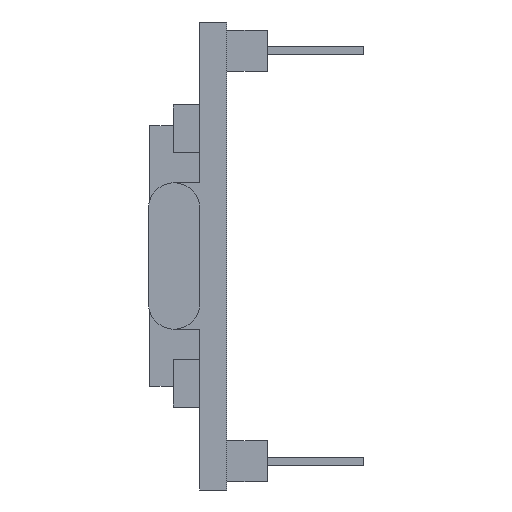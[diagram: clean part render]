
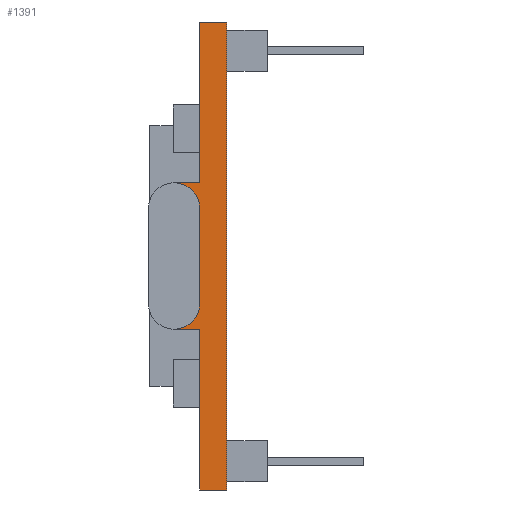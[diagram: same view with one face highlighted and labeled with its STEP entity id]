
A CAD part, left-side view. The second image highlights one B-rep face of the part: STEP entity #1391.
In plain terms, the highlighted planar face has unit normal (-1, 0, 0).
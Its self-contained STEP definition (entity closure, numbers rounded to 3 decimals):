
#115 = CARTESIAN_POINT ( 'NONE',  ( -25.885, 0., -4.49 ) ) ;
#150 = VECTOR ( 'NONE', #5035, 1000. ) ;
#211 = VECTOR ( 'NONE', #2927, 1000. ) ;
#252 = CARTESIAN_POINT ( 'NONE',  ( -25.885, 1.66, 4.49 ) ) ;
#301 = VECTOR ( 'NONE', #1068, 1000. ) ;
#322 = ORIENTED_EDGE ( 'NONE', *, *, #4376, .F. ) ;
#414 = CIRCLE ( 'NONE', #3484, 1.57 ) ;
#498 = ORIENTED_EDGE ( 'NONE', *, *, #734, .T. ) ;
#634 = LINE ( 'NONE', #3288, #301 ) ;
#651 = FACE_OUTER_BOUND ( 'NONE', #4940, .T. ) ;
#694 = VERTEX_POINT ( 'NONE', #2324 ) ;
#715 = CARTESIAN_POINT ( 'NONE',  ( -25.885, 3.23, -4.49 ) ) ;
#717 = CARTESIAN_POINT ( 'NONE',  ( -25.885, 1.66, -14.345 ) ) ;
#734 = EDGE_CURVE ( 'NONE', #5503, #1023, #414, .T. ) ;
#775 = EDGE_CURVE ( 'NONE', #5052, #2225, #3666, .T. ) ;
#859 = DIRECTION ( 'NONE',  ( 0., 0., 1. ) ) ;
#914 = ORIENTED_EDGE ( 'NONE', *, *, #5626, .T. ) ;
#947 = DIRECTION ( 'NONE',  ( 0., 0., 1. ) ) ;
#1023 = VERTEX_POINT ( 'NONE', #715 ) ;
#1068 = DIRECTION ( 'NONE',  ( 0., -1., 0. ) ) ;
#1199 = ORIENTED_EDGE ( 'NONE', *, *, #1873, .F. ) ;
#1252 = VECTOR ( 'NONE', #5457, 1000. ) ;
#1296 = CARTESIAN_POINT ( 'NONE',  ( -25.885, 1.66, 2.92 ) ) ;
#1297 = LINE ( 'NONE', #3076, #4435 ) ;
#1300 = CARTESIAN_POINT ( 'NONE',  ( -25.885, 0., 14.345 ) ) ;
#1391 = ADVANCED_FACE ( 'NONE', ( #651 ), #2453, .F. ) ;
#1520 = CARTESIAN_POINT ( 'NONE',  ( -25.885, 1.66, 14.345 ) ) ;
#1621 = CARTESIAN_POINT ( 'NONE',  ( -25.885, 1.66, -2.92 ) ) ;
#1660 = DIRECTION ( 'NONE',  ( 0., 0., 1. ) ) ;
#1773 = EDGE_CURVE ( 'NONE', #2342, #5548, #3246, .T. ) ;
#1873 = EDGE_CURVE ( 'NONE', #5503, #2464, #5769, .T. ) ;
#2194 = VECTOR ( 'NONE', #3449, 1000. ) ;
#2225 = VERTEX_POINT ( 'NONE', #252 ) ;
#2309 = ORIENTED_EDGE ( 'NONE', *, *, #775, .F. ) ;
#2324 = CARTESIAN_POINT ( 'NONE',  ( -25.885, 1.66, 14.345 ) ) ;
#2342 = VERTEX_POINT ( 'NONE', #717 ) ;
#2379 = VECTOR ( 'NONE', #1660, 1000. ) ;
#2453 = PLANE ( 'NONE',  #4350 ) ;
#2464 = VERTEX_POINT ( 'NONE', #1296 ) ;
#2478 = CARTESIAN_POINT ( 'NONE',  ( -25.885, 1.66, 14.345 ) ) ;
#2507 = EDGE_CURVE ( 'NONE', #5052, #2464, #5420, .T. ) ;
#2575 = LINE ( 'NONE', #2979, #2194 ) ;
#2649 = VERTEX_POINT ( 'NONE', #3772 ) ;
#2725 = ORIENTED_EDGE ( 'NONE', *, *, #3390, .T. ) ;
#2756 = DIRECTION ( 'NONE',  ( 0., 0., -1. ) ) ;
#2800 = DIRECTION ( 'NONE',  ( 0., 0., -1. ) ) ;
#2927 = DIRECTION ( 'NONE',  ( 0., 1., 0. ) ) ;
#2976 = AXIS2_PLACEMENT_3D ( 'NONE', #4895, #3629, #3138 ) ;
#2979 = CARTESIAN_POINT ( 'NONE',  ( -25.885, 1.66, 14.345 ) ) ;
#3008 = VECTOR ( 'NONE', #947, 1000. ) ;
#3076 = CARTESIAN_POINT ( 'NONE',  ( -25.885, 1.66, 14.345 ) ) ;
#3138 = DIRECTION ( 'NONE',  ( 0., 0., -1. ) ) ;
#3203 = DIRECTION ( 'NONE',  ( 1., 0., 0. ) ) ;
#3246 = LINE ( 'NONE', #1520, #150 ) ;
#3276 = CARTESIAN_POINT ( 'NONE',  ( -25.885, 1.66, 14.345 ) ) ;
#3288 = CARTESIAN_POINT ( 'NONE',  ( -25.885, 1.66, -14.345 ) ) ;
#3311 = CARTESIAN_POINT ( 'NONE',  ( -25.885, 0., -14.345 ) ) ;
#3386 = EDGE_CURVE ( 'NONE', #5548, #1023, #4116, .T. ) ;
#3390 = EDGE_CURVE ( 'NONE', #2342, #4258, #634, .T. ) ;
#3449 = DIRECTION ( 'NONE',  ( 0., -1., 0. ) ) ;
#3465 = CARTESIAN_POINT ( 'NONE',  ( -25.885, 3.23, 4.49 ) ) ;
#3484 = AXIS2_PLACEMENT_3D ( 'NONE', #4960, #3203, #2756 ) ;
#3485 = CARTESIAN_POINT ( 'NONE',  ( -25.885, 1.66, -4.49 ) ) ;
#3629 = DIRECTION ( 'NONE',  ( 1., 0., 0. ) ) ;
#3640 = EDGE_CURVE ( 'NONE', #2225, #694, #1297, .T. ) ;
#3656 = DIRECTION ( 'NONE',  ( 1., 0., 0. ) ) ;
#3666 = LINE ( 'NONE', #5022, #1252 ) ;
#3772 = CARTESIAN_POINT ( 'NONE',  ( -25.885, 0., 14.345 ) ) ;
#3958 = LINE ( 'NONE', #1300, #3008 ) ;
#4116 = LINE ( 'NONE', #115, #211 ) ;
#4258 = VERTEX_POINT ( 'NONE', #3311 ) ;
#4350 = AXIS2_PLACEMENT_3D ( 'NONE', #3276, #3656, #2800 ) ;
#4376 = EDGE_CURVE ( 'NONE', #694, #2649, #2575, .T. ) ;
#4435 = VECTOR ( 'NONE', #859, 1000. ) ;
#4762 = ORIENTED_EDGE ( 'NONE', *, *, #3640, .F. ) ;
#4817 = ORIENTED_EDGE ( 'NONE', *, *, #1773, .F. ) ;
#4895 = CARTESIAN_POINT ( 'NONE',  ( -25.885, 3.23, 2.92 ) ) ;
#4940 = EDGE_LOOP ( 'NONE', ( #914, #322, #4762, #2309, #5144, #1199, #498, #5054, #4817, #2725 ) ) ;
#4960 = CARTESIAN_POINT ( 'NONE',  ( -25.885, 3.23, -2.92 ) ) ;
#5022 = CARTESIAN_POINT ( 'NONE',  ( -25.885, 1.66, 4.49 ) ) ;
#5035 = DIRECTION ( 'NONE',  ( 0., 0., 1. ) ) ;
#5052 = VERTEX_POINT ( 'NONE', #3465 ) ;
#5054 = ORIENTED_EDGE ( 'NONE', *, *, #3386, .F. ) ;
#5144 = ORIENTED_EDGE ( 'NONE', *, *, #2507, .T. ) ;
#5420 = CIRCLE ( 'NONE', #2976, 1.57 ) ;
#5457 = DIRECTION ( 'NONE',  ( 0., -1., 0. ) ) ;
#5503 = VERTEX_POINT ( 'NONE', #1621 ) ;
#5548 = VERTEX_POINT ( 'NONE', #3485 ) ;
#5626 = EDGE_CURVE ( 'NONE', #4258, #2649, #3958, .T. ) ;
#5769 = LINE ( 'NONE', #2478, #2379 ) ;
